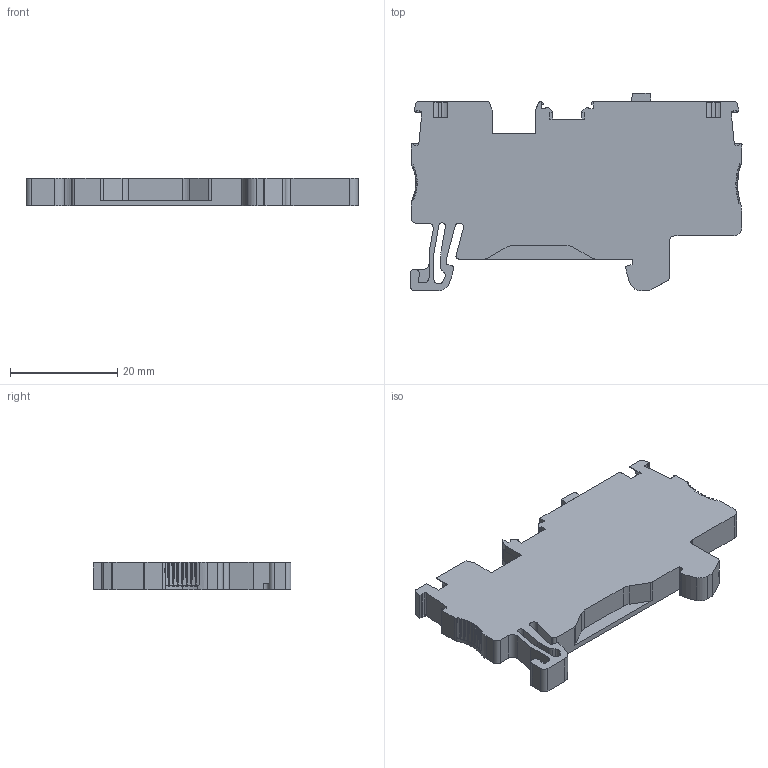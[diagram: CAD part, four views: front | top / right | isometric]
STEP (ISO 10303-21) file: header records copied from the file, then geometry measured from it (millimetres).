
FILE_DESCRIPTION (( 'STEP AP214' ), '1' );
FILE_NAME ('抔樦憵 PTPK2,5-2-XX.step', '2025-09-17T05:47:29', ( '' ), ( '' ), 'SwSTEP 2.0', 'SolidWorks 2024', '' );
FILE_SCHEMA (( 'AUTOMOTIVE_DESIGN' ));
Length unit declared in the file: millimetre
Products named in the file (1): Клемма PTPK2,5-2-XX
Bounding box: 61.9 x 36.9 x 5.2 mm (x, y, z)
Volume: 8080.9 mm3; surface area: 5432.7 mm2
Topology: 1 solids, 5 shells, 524 faces, 1505 edges, 995 vertices
Faces by surface type: plane 346, cylinder 171, torus 5, cone 2
Entity records: 17871 total; most frequent: CARTESIAN_POINT 3213, ORIENTED_EDGE 3010, DIRECTION 2870, EDGE_CURVE 1505, VECTOR 1070, LINE 1070, VERTEX_POINT 995, AXIS2_PLACEMENT_3D 900
